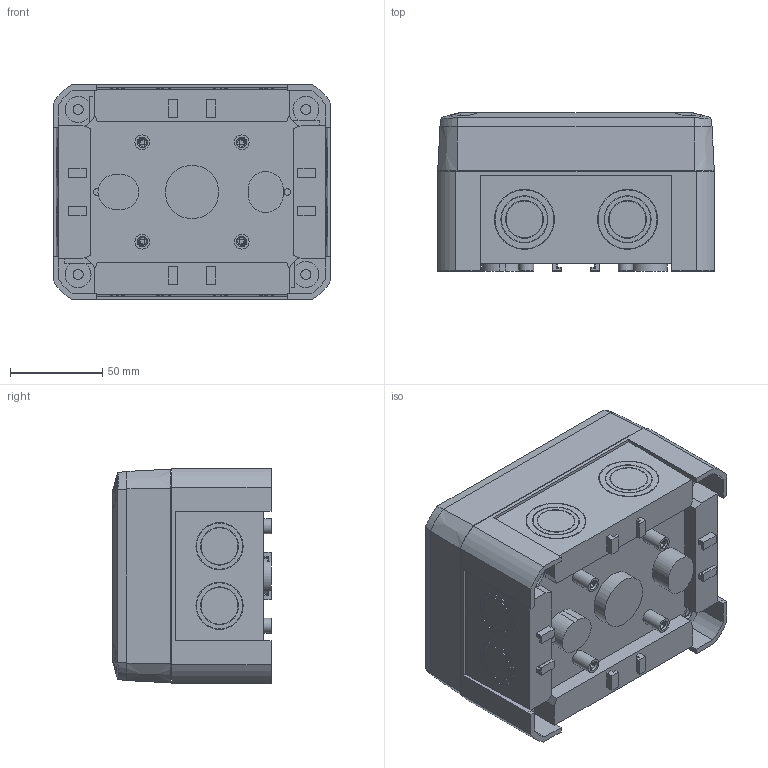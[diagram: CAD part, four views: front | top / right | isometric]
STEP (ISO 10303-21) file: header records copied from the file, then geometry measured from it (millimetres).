
FILE_DESCRIPTION (( 'STEP AP214' ), '1' );
FILE_NAME ('2005092.stp', '2022-07-26T12:25:27', ( '' ), ( '' ), 'SwSTEP 2.0', 'SolidWorks 2020', '' );
FILE_SCHEMA (( 'AUTOMOTIVE_DESIGN' ));
Length unit declared in the file: millimetre
Products named in the file (10): 087700_Standard; 113229_Standard; 116133_55; ED170-04-02_Standard; 2005092; 077060_X06BC 8AB™; 0084514_1115382-T100; P_0000009421_1_Standard; 018602_ISO 7049 - 3,5 x 9,5 F-Z; 050499_Standard
Assembly tree (15 placements, depth 3):
  2005092
    077060_X06BC 8AB™
    113229_Standard
      050499_Standard
      P_0000009421_1_Standard
    087700_Standard  x4
    ED170-04-02_Standard  x2
    0084514_1115382-T100
    018602_ISO 7049 - 3,5 x 9,5 F-Z  x2
    116133_55  x2
Bounding box: 150.6 x 85.91 x 116.6 mm (x, y, z)
Volume: 307119.8 mm3; surface area: 234148.4 mm2
Topology: 14 solids, 14 shells, 1227 faces, 3071 edges, 1935 vertices
Faces by surface type: plane 723, cylinder 284, cone 82, torus 80, bspline 56, sphere 2
Full cylindrical faces by diameter (mm): 3.5 x2, 5.5 x4, 6.9 x2, 8 x4, 10.1 x4, 11.3 x4, 15.6 x4, 15.7 x4, 20 x8, 20.58 x8, 24 x1, 25 x8, 25.58 x8, 29 x1, 32 x4, 32.58 x4
Entity records: 35403 total; most frequent: CARTESIAN_POINT 9020, ORIENTED_EDGE 5316, DIRECTION 5151, EDGE_CURVE 2658, AXIS2_PLACEMENT_3D 1763, VERTEX_POINT 1708, LINE 1625, VECTOR 1625
